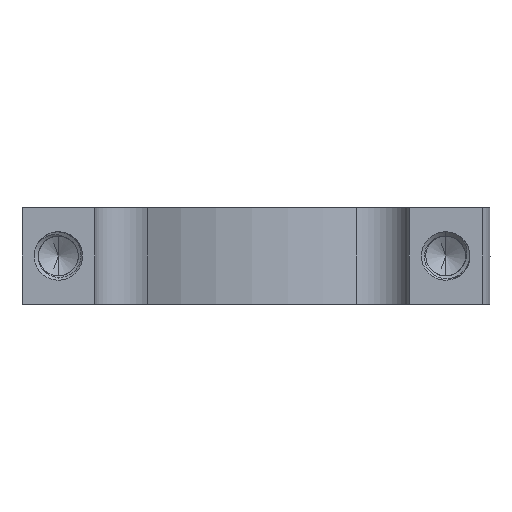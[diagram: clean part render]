
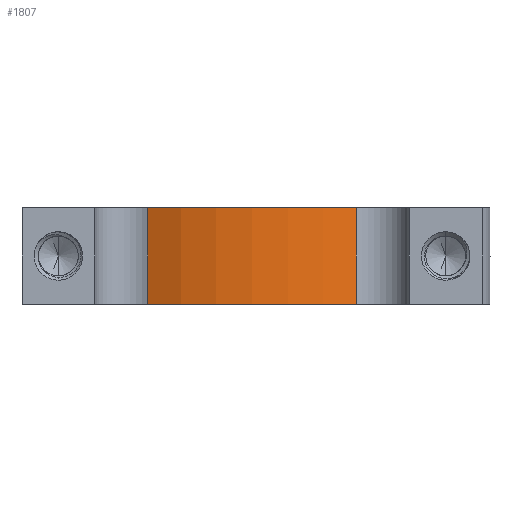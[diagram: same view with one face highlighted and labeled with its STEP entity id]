
A CAD part, front view. The second image highlights one B-rep face of the part: STEP entity #1807.
In plain terms, the highlighted cylindrical face has radius 18.5 mm (diameter 37 mm), a partial arc.
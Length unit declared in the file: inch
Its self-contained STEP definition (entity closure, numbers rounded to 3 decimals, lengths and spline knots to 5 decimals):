
#227 = EDGE_CURVE ( 'NONE', #15339, #1419, #15906, .T. ) ;
#843 = CARTESIAN_POINT ( 'NONE',  ( -0.33877, -0.64477, 0.31496 ) ) ;
#1419 = VERTEX_POINT ( 'NONE', #15715 ) ;
#1807 = ADVANCED_FACE ( 'NONE', ( #11706 ), #14149, .T. ) ;
#2293 = ORIENTED_EDGE ( 'NONE', *, *, #13891, .F. ) ;
#2531 = AXIS2_PLACEMENT_3D ( 'NONE', #16433, #5372, #6738 ) ;
#4356 = CIRCLE ( 'NONE', #2531, 0.72835 ) ;
#4811 = DIRECTION ( 'NONE',  ( 0., 0., 1. ) ) ;
#4943 = CARTESIAN_POINT ( 'NONE',  ( -0.33877, -0.64477, -0.23406 ) ) ;
#5060 = DIRECTION ( 'NONE',  ( 0., 0., 1. ) ) ;
#5372 = DIRECTION ( 'NONE',  ( 0., 0., 1. ) ) ;
#5775 = DIRECTION ( 'NONE',  ( 0., 0., 1. ) ) ;
#6738 = DIRECTION ( 'NONE',  ( 1., 0., 0. ) ) ;
#6838 = AXIS2_PLACEMENT_3D ( 'NONE', #7005, #9614, #16827 ) ;
#7005 = CARTESIAN_POINT ( 'NONE',  ( 0., 0., 0.31496 ) ) ;
#8761 = EDGE_CURVE ( 'NONE', #1419, #9430, #10283, .T. ) ;
#8831 = LINE ( 'NONE', #4943, #12117 ) ;
#9430 = VERTEX_POINT ( 'NONE', #16539 ) ;
#9614 = DIRECTION ( 'NONE',  ( 0., 0., -1. ) ) ;
#9852 = VERTEX_POINT ( 'NONE', #843 ) ;
#10283 = LINE ( 'NONE', #13293, #13132 ) ;
#11584 = DIRECTION ( 'NONE',  ( 1., 0., 0. ) ) ;
#11706 = FACE_OUTER_BOUND ( 'NONE', #12714, .T. ) ;
#11919 = ORIENTED_EDGE ( 'NONE', *, *, #227, .T. ) ;
#12003 = ORIENTED_EDGE ( 'NONE', *, *, #14015, .F. ) ;
#12117 = VECTOR ( 'NONE', #5060, 39.37008 ) ;
#12255 = ORIENTED_EDGE ( 'NONE', *, *, #8761, .T. ) ;
#12298 = CARTESIAN_POINT ( 'NONE',  ( -0.33877, -0.64477, 0. ) ) ;
#12714 = EDGE_LOOP ( 'NONE', ( #11919, #12255, #12003, #2293 ) ) ;
#13058 = CARTESIAN_POINT ( 'NONE',  ( 0., 0., 0. ) ) ;
#13132 = VECTOR ( 'NONE', #4811, 39.37008 ) ;
#13293 = CARTESIAN_POINT ( 'NONE',  ( 0.33877, -0.64477, -0.23406 ) ) ;
#13363 = AXIS2_PLACEMENT_3D ( 'NONE', #13058, #5775, #11584 ) ;
#13891 = EDGE_CURVE ( 'NONE', #15339, #9852, #8831, .T. ) ;
#14015 = EDGE_CURVE ( 'NONE', #9852, #9430, #4356, .T. ) ;
#14149 = CYLINDRICAL_SURFACE ( 'NONE', #6838, 0.72835 ) ;
#15339 = VERTEX_POINT ( 'NONE', #12298 ) ;
#15715 = CARTESIAN_POINT ( 'NONE',  ( 0.33877, -0.64477, 0. ) ) ;
#15906 = CIRCLE ( 'NONE', #13363, 0.72835 ) ;
#16433 = CARTESIAN_POINT ( 'NONE',  ( 0., 0., 0.31496 ) ) ;
#16539 = CARTESIAN_POINT ( 'NONE',  ( 0.33877, -0.64477, 0.31496 ) ) ;
#16827 = DIRECTION ( 'NONE',  ( -1., 0., 0. ) ) ;
